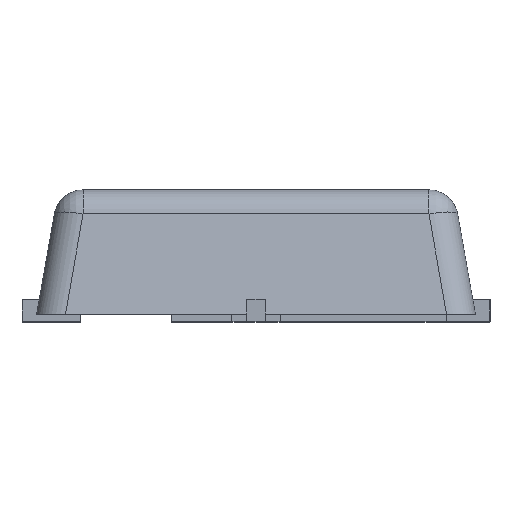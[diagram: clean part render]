
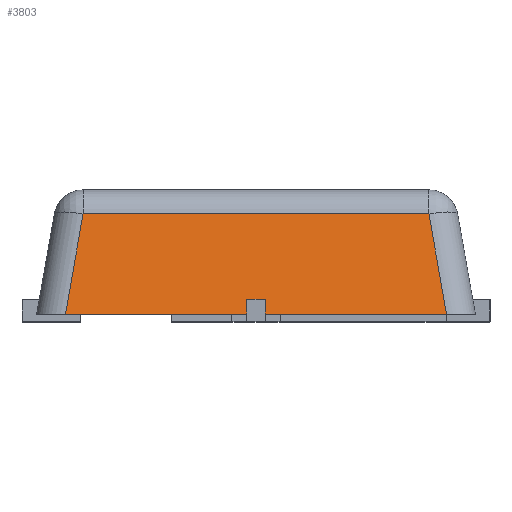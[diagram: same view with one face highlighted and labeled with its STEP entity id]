
A CAD part, top view. The second image highlights one B-rep face of the part: STEP entity #3803.
In plain terms, the highlighted planar face has unit normal (0, 0.174, 0.985).
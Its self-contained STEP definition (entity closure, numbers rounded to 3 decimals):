
#100 = CARTESIAN_POINT ( 'NONE',  ( 1.182, 0.735, 1.379 ) ) ;
#154 = CARTESIAN_POINT ( 'NONE',  ( -0.062, 0.05, 1.5 ) ) ;
#212 = ORIENTED_EDGE ( 'NONE', *, *, #2855, .F. ) ;
#291 = EDGE_LOOP ( 'NONE', ( #3418, #4132, #926, #2841, #4695, #212, #4635, #2786 ) ) ;
#388 = VERTEX_POINT ( 'NONE', #857 ) ;
#409 = DIRECTION ( 'NONE',  ( 1., 0., 0. ) ) ;
#857 = CARTESIAN_POINT ( 'NONE',  ( 0.063, 0.15, 1.482 ) ) ;
#926 = ORIENTED_EDGE ( 'NONE', *, *, #2248, .T. ) ;
#943 = VERTEX_POINT ( 'NONE', #4855 ) ;
#1029 = CARTESIAN_POINT ( 'NONE',  ( -1.5, 0.05, 1.5 ) ) ;
#1038 = VERTEX_POINT ( 'NONE', #154 ) ;
#1047 = VERTEX_POINT ( 'NONE', #1312 ) ;
#1073 = DIRECTION ( 'NONE',  ( 0., -0.985, 0.174 ) ) ;
#1083 = DIRECTION ( 'NONE',  ( 0., -0.985, 0.174 ) ) ;
#1093 = CARTESIAN_POINT ( 'NONE',  ( 0.063, 0.05, 1.5 ) ) ;
#1098 = FACE_OUTER_BOUND ( 'NONE', #291, .T. ) ;
#1214 = DIRECTION ( 'NONE',  ( -1., 0., 0. ) ) ;
#1236 = EDGE_CURVE ( 'NONE', #4800, #943, #3939, .T. ) ;
#1304 = VECTOR ( 'NONE', #1214, 1000. ) ;
#1312 = CARTESIAN_POINT ( 'NONE',  ( -1.182, 0.735, 1.379 ) ) ;
#1376 = VERTEX_POINT ( 'NONE', #100 ) ;
#1392 = VECTOR ( 'NONE', #2677, 1000. ) ;
#1454 = CARTESIAN_POINT ( 'NONE',  ( -0.062, 0.05, 1.5 ) ) ;
#1823 = VECTOR ( 'NONE', #3360, 1000. ) ;
#1898 = CARTESIAN_POINT ( 'NONE',  ( -1.5, 0.15, 1.482 ) ) ;
#2120 = CARTESIAN_POINT ( 'NONE',  ( 0.063, 0.05, 1.5 ) ) ;
#2156 = CARTESIAN_POINT ( 'NONE',  ( -0.062, 0.15, 1.482 ) ) ;
#2170 = VERTEX_POINT ( 'NONE', #2156 ) ;
#2198 = CARTESIAN_POINT ( 'NONE',  ( -1.5, 0.05, 1.5 ) ) ;
#2248 = EDGE_CURVE ( 'NONE', #1047, #3695, #3385, .T. ) ;
#2365 = DIRECTION ( 'NONE',  ( -0.171, 0.97, -0.171 ) ) ;
#2427 = CARTESIAN_POINT ( 'NONE',  ( -1.303, 0.05, 1.5 ) ) ;
#2677 = DIRECTION ( 'NONE',  ( -1., 0., 0. ) ) ;
#2786 = ORIENTED_EDGE ( 'NONE', *, *, #1236, .T. ) ;
#2798 = CARTESIAN_POINT ( 'NONE',  ( -1.153, 0.735, 1.379 ) ) ;
#2841 = ORIENTED_EDGE ( 'NONE', *, *, #4897, .T. ) ;
#2855 = EDGE_CURVE ( 'NONE', #388, #2170, #4412, .T. ) ;
#2926 = DIRECTION ( 'NONE',  ( 0., 0.174, 0.985 ) ) ;
#2943 = CARTESIAN_POINT ( 'NONE',  ( -1.309, 0.017, 1.506 ) ) ;
#2963 = VECTOR ( 'NONE', #1083, 1000. ) ;
#3077 = LINE ( 'NONE', #1454, #2963 ) ;
#3114 = EDGE_CURVE ( 'NONE', #1376, #1047, #4139, .T. ) ;
#3138 = VECTOR ( 'NONE', #2365, 1000. ) ;
#3142 = CARTESIAN_POINT ( 'NONE',  ( 1.221, 0.515, 1.418 ) ) ;
#3360 = DIRECTION ( 'NONE',  ( 0., 0.985, -0.174 ) ) ;
#3385 = LINE ( 'NONE', #2943, #3808 ) ;
#3418 = ORIENTED_EDGE ( 'NONE', *, *, #3548, .T. ) ;
#3436 = PLANE ( 'NONE',  #4357 ) ;
#3511 = LINE ( 'NONE', #3142, #3138 ) ;
#3547 = CARTESIAN_POINT ( 'NONE',  ( -1.5, 0.05, 1.5 ) ) ;
#3548 = EDGE_CURVE ( 'NONE', #943, #1376, #3511, .T. ) ;
#3695 = VERTEX_POINT ( 'NONE', #2427 ) ;
#3736 = DIRECTION ( 'NONE',  ( -0.171, -0.97, 0.171 ) ) ;
#3803 = ADVANCED_FACE ( 'NONE', ( #1098 ), #3436, .T. ) ;
#3808 = VECTOR ( 'NONE', #3736, 1000. ) ;
#3863 = LINE ( 'NONE', #2120, #1823 ) ;
#3921 = EDGE_CURVE ( 'NONE', #2170, #1038, #3077, .T. ) ;
#3939 = LINE ( 'NONE', #1029, #4987 ) ;
#4132 = ORIENTED_EDGE ( 'NONE', *, *, #3114, .T. ) ;
#4139 = LINE ( 'NONE', #2798, #1304 ) ;
#4199 = DIRECTION ( 'NONE',  ( 1., 0., 0. ) ) ;
#4357 = AXIS2_PLACEMENT_3D ( 'NONE', #2198, #2926, #1073 ) ;
#4412 = LINE ( 'NONE', #1898, #1392 ) ;
#4467 = EDGE_CURVE ( 'NONE', #4800, #388, #3863, .T. ) ;
#4635 = ORIENTED_EDGE ( 'NONE', *, *, #4467, .F. ) ;
#4695 = ORIENTED_EDGE ( 'NONE', *, *, #3921, .F. ) ;
#4777 = LINE ( 'NONE', #3547, #5029 ) ;
#4800 = VERTEX_POINT ( 'NONE', #1093 ) ;
#4855 = CARTESIAN_POINT ( 'NONE',  ( 1.303, 0.05, 1.5 ) ) ;
#4897 = EDGE_CURVE ( 'NONE', #3695, #1038, #4777, .T. ) ;
#4987 = VECTOR ( 'NONE', #4199, 1000. ) ;
#5029 = VECTOR ( 'NONE', #409, 1000. ) ;
